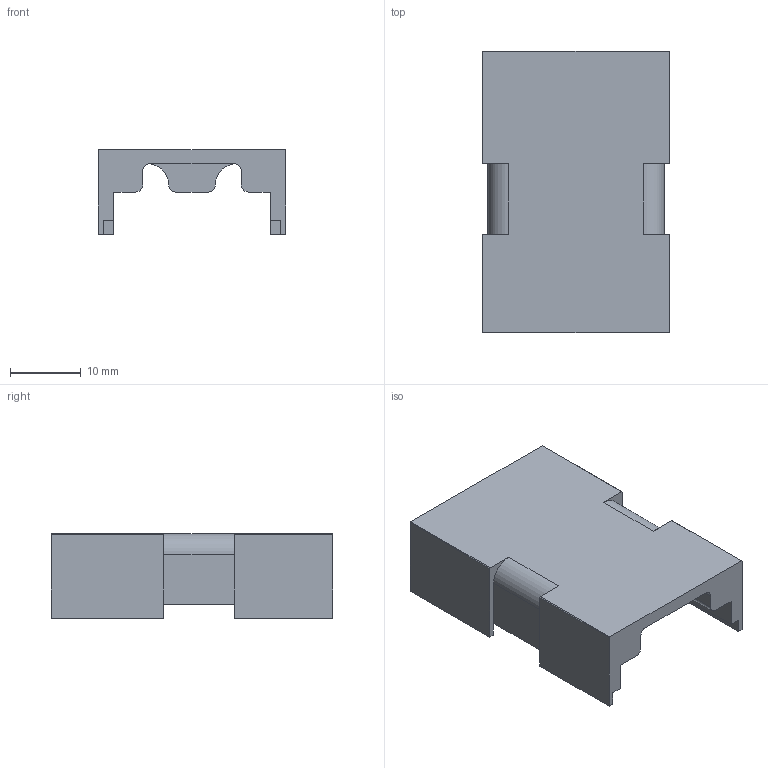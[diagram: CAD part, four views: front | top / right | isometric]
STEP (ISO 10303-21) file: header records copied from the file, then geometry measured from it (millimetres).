
FILE_DESCRIPTION(/* description */ (''),/* implementation_level */ '2;1');
FILE_NAME(/* name */ 'mcu-mount-b-cover.step',/* time_stamp */ '2023-09-04T10:10:10-04:00',/* author */ (''),/* organization */ (''),/* preprocessor_version */ 'ST-DEVELOPER v20',/* originating_system */ 'Autodesk Translation Framework v12.9.0.99',/* authorisation */ '');
FILE_SCHEMA (('AUTOMOTIVE_DESIGN { 1 0 10303 214 3 1 1 }'));
Length unit declared in the file: millimetre
Products named in the file (1): mcu-mount-b-cover
Bounding box: 26.6 x 39.94 x 12 mm (x, y, z)
Volume: 3981.8 mm3; surface area: 4002.9 mm2
Topology: 1 solids, 1 shells, 52 faces, 148 edges, 98 vertices
Faces by surface type: plane 40, cylinder 12
Entity records: 1713 total; most frequent: CARTESIAN_POINT 299, ORIENTED_EDGE 296, DIRECTION 278, EDGE_CURVE 148, LINE 124, VECTOR 124, VERTEX_POINT 98, AXIS2_PLACEMENT_3D 77
